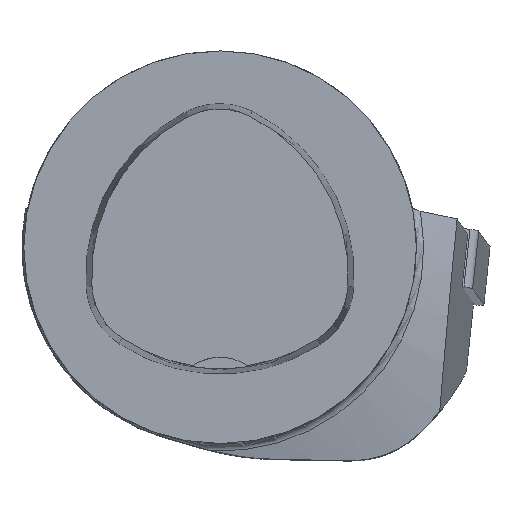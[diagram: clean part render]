
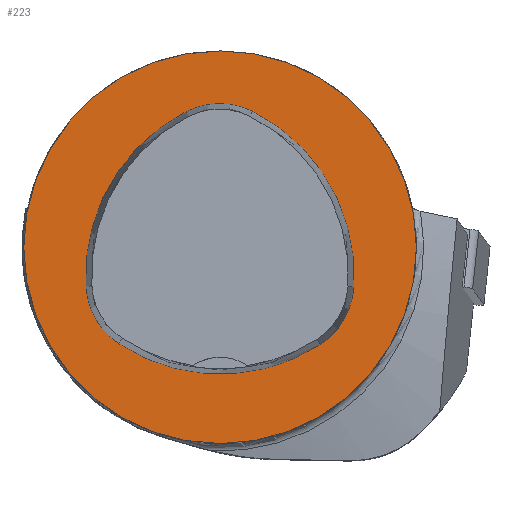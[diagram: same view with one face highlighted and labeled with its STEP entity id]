
A CAD part, top view. The second image highlights one B-rep face of the part: STEP entity #223.
In plain terms, the highlighted planar face has unit normal (0, 0, 1).
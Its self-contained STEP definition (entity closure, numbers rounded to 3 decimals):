
#223=ADVANCED_FACE('',(#431,#432),#264,.T.);
#264=PLANE('',#1239);
#431=FACE_BOUND('',#482,.T.);
#432=FACE_BOUND('',#483,.T.);
#482=EDGE_LOOP('',(#710,#711,#712,#713,#714,#715));
#483=EDGE_LOOP('',(#716));
#710=ORIENTED_EDGE('',*,*,#1015,.T.);
#711=ORIENTED_EDGE('',*,*,#995,.T.);
#712=ORIENTED_EDGE('',*,*,#999,.T.);
#713=ORIENTED_EDGE('',*,*,#1002,.T.);
#714=ORIENTED_EDGE('',*,*,#1005,.T.);
#715=ORIENTED_EDGE('',*,*,#1013,.T.);
#716=ORIENTED_EDGE('',*,*,#986,.F.);
#864=VERTEX_POINT('',#1924);
#873=VERTEX_POINT('',#1943);
#874=VERTEX_POINT('',#1944);
#877=VERTEX_POINT('',#1952);
#879=VERTEX_POINT('',#1958);
#881=VERTEX_POINT('',#1964);
#888=VERTEX_POINT('',#1985);
#986=EDGE_CURVE('',#864,#864,#1051,.T.);
#995=EDGE_CURVE('',#873,#874,#1052,.T.);
#999=EDGE_CURVE('',#874,#877,#1054,.T.);
#1002=EDGE_CURVE('',#877,#879,#1056,.T.);
#1005=EDGE_CURVE('',#879,#881,#1058,.T.);
#1013=EDGE_CURVE('',#881,#888,#1062,.T.);
#1015=EDGE_CURVE('',#888,#873,#1064,.T.);
#1051=CIRCLE('',#1211,16.);
#1052=CIRCLE('',#1217,15.);
#1054=CIRCLE('',#1220,6.);
#1056=CIRCLE('',#1223,15.);
#1058=CIRCLE('',#1226,6.);
#1062=CIRCLE('',#1231,15.);
#1064=CIRCLE('',#1234,6.);
#1211=AXIS2_PLACEMENT_3D('',#1923,#1439,#1440);
#1217=AXIS2_PLACEMENT_3D('',#1942,#1455,#1456);
#1220=AXIS2_PLACEMENT_3D('',#1951,#1463,#1464);
#1223=AXIS2_PLACEMENT_3D('',#1957,#1470,#1471);
#1226=AXIS2_PLACEMENT_3D('',#1963,#1477,#1478);
#1231=AXIS2_PLACEMENT_3D('',#1986,#1489,#1490);
#1234=AXIS2_PLACEMENT_3D('',#1989,#1495,#1496);
#1239=AXIS2_PLACEMENT_3D('',#1994,#1505,#1506);
#1439=DIRECTION('',(0.,0.,-1.));
#1440=DIRECTION('',(-1.,0.,0.));
#1455=DIRECTION('',(0.,0.,-1.));
#1456=DIRECTION('',(-1.,0.,0.));
#1463=DIRECTION('',(0.,0.,-1.));
#1464=DIRECTION('',(-1.,0.,0.));
#1470=DIRECTION('',(0.,0.,-1.));
#1471=DIRECTION('',(-1.,0.,0.));
#1477=DIRECTION('',(0.,0.,-1.));
#1478=DIRECTION('',(-1.,0.,0.));
#1489=DIRECTION('',(0.,0.,-1.));
#1490=DIRECTION('',(-1.,0.,0.));
#1495=DIRECTION('',(0.,0.,-1.));
#1496=DIRECTION('',(-1.,0.,0.));
#1505=DIRECTION('',(0.,0.,1.));
#1506=DIRECTION('',(1.,0.,0.));
#1923=CARTESIAN_POINT('',(0.,0.,
0.));
#1924=CARTESIAN_POINT('',(-16.,0.,0.));
#1942=CARTESIAN_POINT('',(4.048,-2.316,0.));
#1943=CARTESIAN_POINT('',(-10.926,-3.206,0.));
#1944=CARTESIAN_POINT('',(-2.774,11.043,0.));
#1951=CARTESIAN_POINT('',(-0.045,5.7,0.));
#1952=CARTESIAN_POINT('',(2.638,11.066,0.));
#1957=CARTESIAN_POINT('',(-4.07,-2.35,0.));
#1958=CARTESIAN_POINT('',(10.903,-3.249,0.));
#1963=CARTESIAN_POINT('',(4.914,-2.889,0.));
#1964=CARTESIAN_POINT('',(8.177,-7.924,0.));
#1985=CARTESIAN_POINT('',(-8.24,-7.859,0.));
#1986=CARTESIAN_POINT('',(0.019,4.663,0.));
#1989=CARTESIAN_POINT('',(-4.936,-2.85,0.));
#1994=CARTESIAN_POINT('',(0.,0.,
0.));
